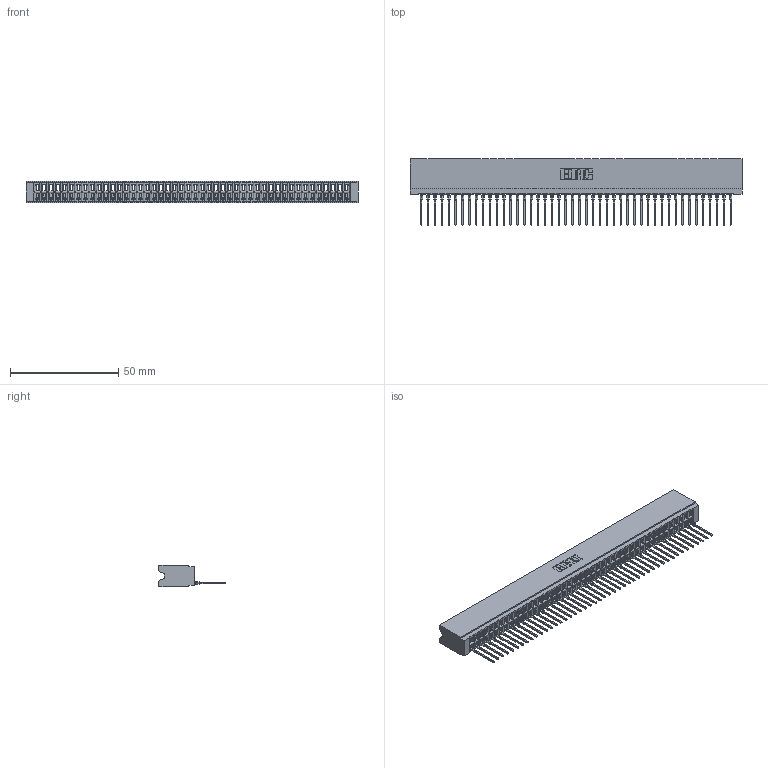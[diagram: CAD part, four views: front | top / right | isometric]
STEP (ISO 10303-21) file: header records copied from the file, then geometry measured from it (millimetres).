
FILE_DESCRIPTION (( 'STEP AP203' ), '1' );
FILE_NAME ('746-046-545-506.STEP', '2026-03-04T18:09:43', ( '' ), ( '' ), 'SwSTEP 2.0', 'SolidWorks 2023', '' );
FILE_SCHEMA (( 'CONFIG_CONTROL_DESIGN' ));
Length unit declared in the file: millimetre
Products named in the file (3): 746-046-545-506; 746 Part_.340 Slot Depth - 06; 746-292-001_545
Assembly tree (47 placements, depth 2):
  746-046-545-506
    746 Part_.340 Slot Depth - 06
    746-292-001_545  x46
Bounding box: 153.29 x 30.59 x 9.91 mm (x, y, z)
Volume: 17287.1 mm3; surface area: 24045.6 mm2
Topology: 47 solids, 47 shells, 5066 faces, 14387 edges, 9237 vertices
Faces by surface type: plane 2954, bspline 920, cylinder 916, torus 276
Entity records: 68965 total; most frequent: CARTESIAN_POINT 13922, ORIENTED_EDGE 12124, DIRECTION 10024, EDGE_CURVE 6062, VECTOR 5418, LINE 5418, VERTEX_POINT 4017, AXIS2_PLACEMENT_3D 2303
